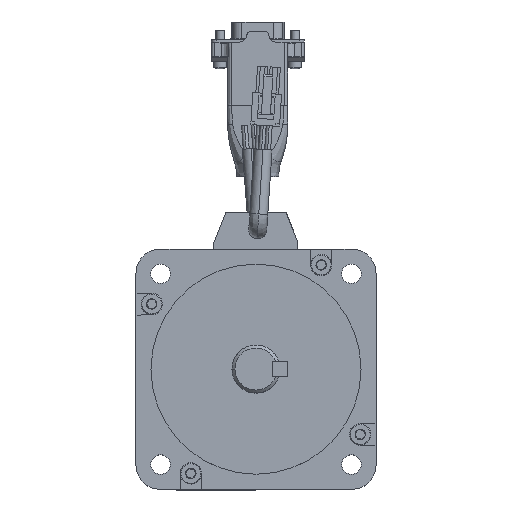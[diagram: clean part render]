
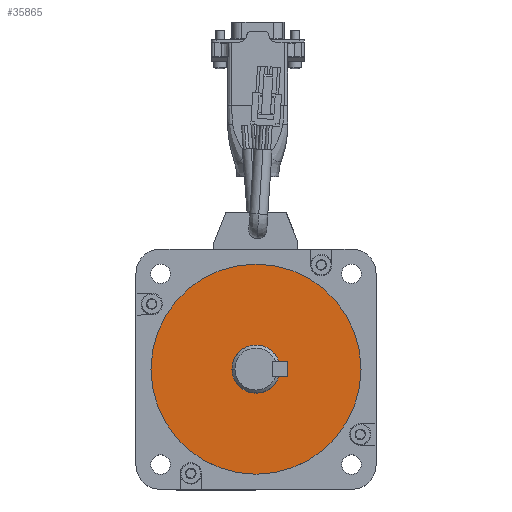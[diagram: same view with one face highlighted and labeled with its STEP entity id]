
A CAD part, top view. The second image highlights one B-rep face of the part: STEP entity #35865.
In plain terms, the highlighted planar face has unit normal (0, 0, 1).
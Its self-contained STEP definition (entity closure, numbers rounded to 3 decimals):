
#856 = VERTEX_POINT ( 'NONE', #41714 ) ;
#4594 = AXIS2_PLACEMENT_3D ( 'NONE', #12678, #5643, #8717 ) ;
#5643 = DIRECTION ( 'NONE',  ( 0., 0., 1. ) ) ;
#6760 = DIRECTION ( 'NONE',  ( 1., 0., 0. ) ) ;
#7650 = AXIS2_PLACEMENT_3D ( 'NONE', #26727, #23424, #6760 ) ;
#8717 = DIRECTION ( 'NONE',  ( 1., 0., 0. ) ) ;
#8758 = ORIENTED_EDGE ( 'NONE', *, *, #15741, .F. ) ;
#11089 = VERTEX_POINT ( 'NONE', #16633 ) ;
#11460 = ORIENTED_EDGE ( 'NONE', *, *, #24960, .T. ) ;
#12678 = CARTESIAN_POINT ( 'NONE',  ( 0., 0., 3. ) ) ;
#13294 = FACE_BOUND ( 'NONE', #35274, .T. ) ;
#13713 = PLANE ( 'NONE',  #22626 ) ;
#15267 = VERTEX_POINT ( 'NONE', #39751 ) ;
#15741 = EDGE_CURVE ( 'NONE', #856, #15267, #25152, .T. ) ;
#15790 = CIRCLE ( 'NONE', #4594, 35. ) ;
#16623 = CIRCLE ( 'NONE', #41158, 35. ) ;
#16633 = CARTESIAN_POINT ( 'NONE',  ( 35., 0., 3. ) ) ;
#17008 = DIRECTION ( 'NONE',  ( 0., 0., 1. ) ) ;
#20112 = DIRECTION ( 'NONE',  ( 1., 0., 0. ) ) ;
#20712 = DIRECTION ( 'NONE',  ( 1., 0., 0. ) ) ;
#20910 = DIRECTION ( 'NONE',  ( 0., 0., 1. ) ) ;
#22134 = VERTEX_POINT ( 'NONE', #32678 ) ;
#22542 = EDGE_CURVE ( 'NONE', #22134, #11089, #15790, .T. ) ;
#22626 = AXIS2_PLACEMENT_3D ( 'NONE', #30600, #17008, #20712 ) ;
#23424 = DIRECTION ( 'NONE',  ( 0., 0., 1. ) ) ;
#23772 = DIRECTION ( 'NONE',  ( 1., 0., 0. ) ) ;
#24042 = DIRECTION ( 'NONE',  ( 0., 0., 1. ) ) ;
#24960 = EDGE_CURVE ( 'NONE', #11089, #22134, #16623, .T. ) ;
#25152 = CIRCLE ( 'NONE', #7650, 8. ) ;
#26727 = CARTESIAN_POINT ( 'NONE',  ( 0., 0., 3. ) ) ;
#27572 = ORIENTED_EDGE ( 'NONE', *, *, #22542, .T. ) ;
#28849 = CIRCLE ( 'NONE', #37986, 8. ) ;
#29946 = FACE_OUTER_BOUND ( 'NONE', #37199, .T. ) ;
#30600 = CARTESIAN_POINT ( 'NONE',  ( 0., 0., 3. ) ) ;
#32678 = CARTESIAN_POINT ( 'NONE',  ( -35., 0., 3. ) ) ;
#34306 = EDGE_CURVE ( 'NONE', #15267, #856, #28849, .T. ) ;
#35274 = EDGE_LOOP ( 'NONE', ( #8758, #41999 ) ) ;
#35865 = ADVANCED_FACE ( 'NONE', ( #13294, #29946 ), #13713, .T. ) ;
#36580 = CARTESIAN_POINT ( 'NONE',  ( 0., 0., 3. ) ) ;
#37199 = EDGE_LOOP ( 'NONE', ( #27572, #11460 ) ) ;
#37384 = CARTESIAN_POINT ( 'NONE',  ( 0., 0., 3. ) ) ;
#37986 = AXIS2_PLACEMENT_3D ( 'NONE', #36580, #24042, #20112 ) ;
#39751 = CARTESIAN_POINT ( 'NONE',  ( 8., 0., 3. ) ) ;
#41158 = AXIS2_PLACEMENT_3D ( 'NONE', #37384, #20910, #23772 ) ;
#41714 = CARTESIAN_POINT ( 'NONE',  ( -8., 0., 3. ) ) ;
#41999 = ORIENTED_EDGE ( 'NONE', *, *, #34306, .F. ) ;
